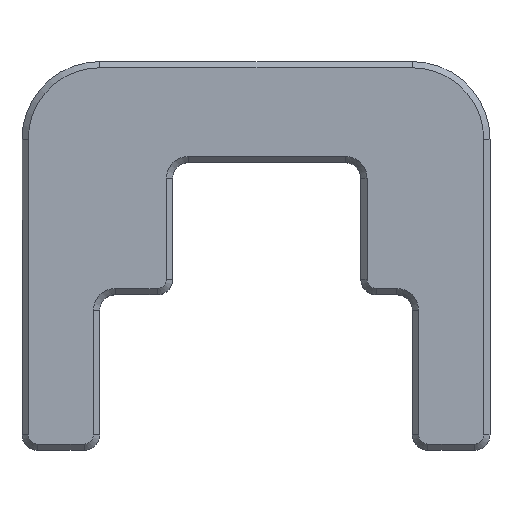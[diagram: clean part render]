
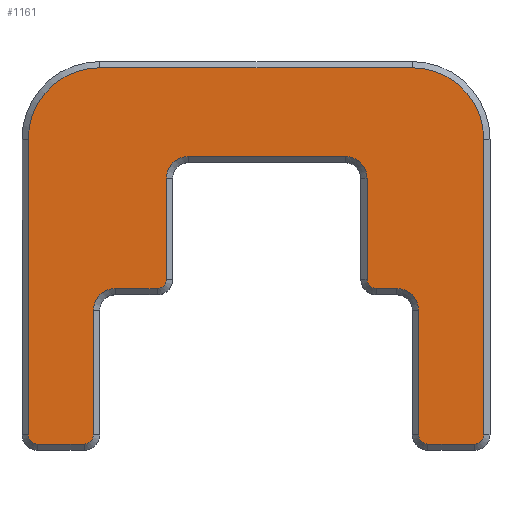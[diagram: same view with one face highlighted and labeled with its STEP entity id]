
A CAD part, top view. The second image highlights one B-rep face of the part: STEP entity #1161.
In plain terms, the highlighted planar face has unit normal (0, 0, 1).
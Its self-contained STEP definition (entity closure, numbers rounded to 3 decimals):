
#28=CIRCLE('',#1216,0.6);
#29=CIRCLE('',#1219,4.6);
#31=CIRCLE('',#1223,4.6);
#34=CIRCLE('',#1228,0.6);
#36=CIRCLE('',#1232,0.6);
#38=CIRCLE('',#1236,1.4);
#40=CIRCLE('',#1240,0.6);
#42=CIRCLE('',#1244,1.4);
#44=CIRCLE('',#1248,1.4);
#46=CIRCLE('',#1252,0.6);
#48=CIRCLE('',#1256,1.4);
#50=CIRCLE('',#1260,0.6);
#135=FACE_OUTER_BOUND('',#209,.T.);
#209=EDGE_LOOP('',(#895,#896,#897,#898,#899,#900,#901,#902,#903,#904,#905,
#906,#907,#908,#909,#910,#911,#912,#913,#914,#915,#916,#917,#918));
#248=LINE('',#1707,#368);
#253=LINE('',#1721,#373);
#257=LINE('',#1733,#377);
#261=LINE('',#1745,#381);
#265=LINE('',#1757,#385);
#269=LINE('',#1769,#389);
#273=LINE('',#1781,#393);
#277=LINE('',#1793,#397);
#281=LINE('',#1805,#401);
#285=LINE('',#1817,#405);
#289=LINE('',#1829,#409);
#293=LINE('',#1841,#413);
#368=VECTOR('',#1340,10.);
#373=VECTOR('',#1353,10.);
#377=VECTOR('',#1365,10.);
#381=VECTOR('',#1377,10.);
#385=VECTOR('',#1389,10.);
#389=VECTOR('',#1401,10.);
#393=VECTOR('',#1413,10.);
#397=VECTOR('',#1425,10.);
#401=VECTOR('',#1437,10.);
#405=VECTOR('',#1449,10.);
#409=VECTOR('',#1461,10.);
#413=VECTOR('',#1473,10.);
#488=VERTEX_POINT('',#1704);
#489=VERTEX_POINT('',#1706);
#492=VERTEX_POINT('',#1714);
#494=VERTEX_POINT('',#1719);
#496=VERTEX_POINT('',#1725);
#498=VERTEX_POINT('',#1731);
#500=VERTEX_POINT('',#1737);
#502=VERTEX_POINT('',#1743);
#504=VERTEX_POINT('',#1750);
#506=VERTEX_POINT('',#1755);
#508=VERTEX_POINT('',#1762);
#510=VERTEX_POINT('',#1767);
#512=VERTEX_POINT('',#1774);
#514=VERTEX_POINT('',#1779);
#516=VERTEX_POINT('',#1786);
#518=VERTEX_POINT('',#1791);
#520=VERTEX_POINT('',#1798);
#522=VERTEX_POINT('',#1803);
#524=VERTEX_POINT('',#1810);
#526=VERTEX_POINT('',#1815);
#528=VERTEX_POINT('',#1822);
#530=VERTEX_POINT('',#1827);
#532=VERTEX_POINT('',#1834);
#534=VERTEX_POINT('',#1839);
#584=EDGE_CURVE('',#488,#489,#248,.T.);
#589=EDGE_CURVE('',#492,#488,#28,.T.);
#591=EDGE_CURVE('',#494,#492,#253,.T.);
#594=EDGE_CURVE('',#496,#494,#29,.T.);
#597=EDGE_CURVE('',#498,#496,#257,.T.);
#600=EDGE_CURVE('',#500,#498,#31,.T.);
#603=EDGE_CURVE('',#502,#500,#261,.T.);
#607=EDGE_CURVE('',#504,#502,#34,.T.);
#609=EDGE_CURVE('',#506,#504,#265,.T.);
#613=EDGE_CURVE('',#508,#506,#36,.T.);
#615=EDGE_CURVE('',#510,#508,#269,.T.);
#619=EDGE_CURVE('',#512,#510,#38,.T.);
#621=EDGE_CURVE('',#514,#512,#273,.T.);
#625=EDGE_CURVE('',#516,#514,#40,.T.);
#627=EDGE_CURVE('',#518,#516,#277,.T.);
#631=EDGE_CURVE('',#520,#518,#42,.T.);
#633=EDGE_CURVE('',#522,#520,#281,.T.);
#637=EDGE_CURVE('',#524,#522,#44,.T.);
#639=EDGE_CURVE('',#526,#524,#285,.T.);
#643=EDGE_CURVE('',#528,#526,#46,.T.);
#645=EDGE_CURVE('',#530,#528,#289,.T.);
#649=EDGE_CURVE('',#532,#530,#48,.T.);
#651=EDGE_CURVE('',#534,#532,#293,.T.);
#654=EDGE_CURVE('',#489,#534,#50,.T.);
#895=ORIENTED_EDGE('',*,*,#584,.F.);
#896=ORIENTED_EDGE('',*,*,#589,.F.);
#897=ORIENTED_EDGE('',*,*,#591,.F.);
#898=ORIENTED_EDGE('',*,*,#594,.F.);
#899=ORIENTED_EDGE('',*,*,#597,.F.);
#900=ORIENTED_EDGE('',*,*,#600,.F.);
#901=ORIENTED_EDGE('',*,*,#603,.F.);
#902=ORIENTED_EDGE('',*,*,#607,.F.);
#903=ORIENTED_EDGE('',*,*,#609,.F.);
#904=ORIENTED_EDGE('',*,*,#613,.F.);
#905=ORIENTED_EDGE('',*,*,#615,.F.);
#906=ORIENTED_EDGE('',*,*,#619,.F.);
#907=ORIENTED_EDGE('',*,*,#621,.F.);
#908=ORIENTED_EDGE('',*,*,#625,.F.);
#909=ORIENTED_EDGE('',*,*,#627,.F.);
#910=ORIENTED_EDGE('',*,*,#631,.F.);
#911=ORIENTED_EDGE('',*,*,#633,.F.);
#912=ORIENTED_EDGE('',*,*,#637,.F.);
#913=ORIENTED_EDGE('',*,*,#639,.F.);
#914=ORIENTED_EDGE('',*,*,#643,.F.);
#915=ORIENTED_EDGE('',*,*,#645,.F.);
#916=ORIENTED_EDGE('',*,*,#649,.F.);
#917=ORIENTED_EDGE('',*,*,#651,.F.);
#918=ORIENTED_EDGE('',*,*,#654,.F.);
#1105=PLANE('',#1279);
#1161=ADVANCED_FACE('',(#135),#1105,.T.);
#1216=AXIS2_PLACEMENT_3D('',#1716,#1348,#1349);
#1219=AXIS2_PLACEMENT_3D('',#1727,#1358,#1359);
#1223=AXIS2_PLACEMENT_3D('',#1739,#1370,#1371);
#1228=AXIS2_PLACEMENT_3D('',#1752,#1384,#1385);
#1232=AXIS2_PLACEMENT_3D('',#1764,#1396,#1397);
#1236=AXIS2_PLACEMENT_3D('',#1776,#1408,#1409);
#1240=AXIS2_PLACEMENT_3D('',#1788,#1420,#1421);
#1244=AXIS2_PLACEMENT_3D('',#1800,#1432,#1433);
#1248=AXIS2_PLACEMENT_3D('',#1812,#1444,#1445);
#1252=AXIS2_PLACEMENT_3D('',#1824,#1456,#1457);
#1256=AXIS2_PLACEMENT_3D('',#1836,#1468,#1469);
#1260=AXIS2_PLACEMENT_3D('',#1845,#1479,#1480);
#1279=AXIS2_PLACEMENT_3D('',#1896,#1536,#1537);
#1340=DIRECTION('',(-1.,0.,0.));
#1348=DIRECTION('center_axis',(0.,0.,-1.));
#1349=DIRECTION('ref_axis',(0.707,-0.707,0.));
#1353=DIRECTION('',(0.,-1.,0.));
#1358=DIRECTION('center_axis',(0.,0.,-1.));
#1359=DIRECTION('ref_axis',(1.,0.,0.));
#1365=DIRECTION('',(1.,0.,0.));
#1370=DIRECTION('center_axis',(0.,0.,-1.));
#1371=DIRECTION('ref_axis',(0.,1.,0.));
#1377=DIRECTION('',(0.,1.,0.));
#1384=DIRECTION('center_axis',(0.,0.,-1.));
#1385=DIRECTION('ref_axis',(-0.707,-0.707,0.));
#1389=DIRECTION('',(-1.,0.,0.));
#1396=DIRECTION('center_axis',(0.,0.,-1.));
#1397=DIRECTION('ref_axis',(0.707,-0.707,0.));
#1401=DIRECTION('',(0.,-1.,0.));
#1408=DIRECTION('center_axis',(0.,0.,1.));
#1409=DIRECTION('ref_axis',(-0.707,0.707,0.));
#1413=DIRECTION('',(-1.,0.,0.));
#1420=DIRECTION('center_axis',(0.,0.,-1.));
#1421=DIRECTION('ref_axis',(0.707,-0.707,0.));
#1425=DIRECTION('',(0.,-1.,0.));
#1432=DIRECTION('center_axis',(0.,0.,1.));
#1433=DIRECTION('ref_axis',(-0.707,0.707,0.));
#1437=DIRECTION('',(-1.,0.,0.));
#1444=DIRECTION('center_axis',(0.,0.,1.));
#1445=DIRECTION('ref_axis',(0.707,0.707,0.));
#1449=DIRECTION('',(0.,1.,0.));
#1456=DIRECTION('center_axis',(0.,0.,-1.));
#1457=DIRECTION('ref_axis',(-0.707,-0.707,0.));
#1461=DIRECTION('',(-1.,0.,0.));
#1468=DIRECTION('center_axis',(0.,0.,1.));
#1469=DIRECTION('ref_axis',(0.707,0.707,0.));
#1473=DIRECTION('',(0.,1.,0.));
#1479=DIRECTION('center_axis',(0.,0.,-1.));
#1480=DIRECTION('ref_axis',(-0.707,-0.707,0.));
#1536=DIRECTION('center_axis',(0.,0.,1.));
#1537=DIRECTION('ref_axis',(1.,0.,0.));
#1704=CARTESIAN_POINT('',(13.357,-18.1,8.));
#1706=CARTESIAN_POINT('',(10.357,-18.1,8.));
#1707=CARTESIAN_POINT('',(4.332,-18.1,8.));
#1714=CARTESIAN_POINT('',(13.957,-17.5,8.));
#1716=CARTESIAN_POINT('Origin',(13.357,-17.5,8.));
#1719=CARTESIAN_POINT('',(13.957,1.5,8.));
#1721=CARTESIAN_POINT('',(13.957,-12.25,8.));
#1725=CARTESIAN_POINT('',(9.357,6.1,8.));
#1727=CARTESIAN_POINT('Origin',(9.357,1.5,8.));
#1731=CARTESIAN_POINT('',(-10.743,6.1,8.));
#1733=CARTESIAN_POINT('',(4.332,6.1,8.));
#1737=CARTESIAN_POINT('',(-15.343,1.5,8.));
#1739=CARTESIAN_POINT('Origin',(-10.743,1.5,8.));
#1743=CARTESIAN_POINT('',(-15.343,-17.5,8.));
#1745=CARTESIAN_POINT('',(-15.343,-2.25,8.));
#1750=CARTESIAN_POINT('',(-14.743,-18.1,8.));
#1752=CARTESIAN_POINT('Origin',(-14.743,-17.5,8.));
#1755=CARTESIAN_POINT('',(-11.743,-18.1,8.));
#1757=CARTESIAN_POINT('',(-8.218,-18.1,8.));
#1762=CARTESIAN_POINT('',(-11.143,-17.5,8.));
#1764=CARTESIAN_POINT('Origin',(-11.743,-17.5,8.));
#1767=CARTESIAN_POINT('',(-11.143,-9.5,8.));
#1769=CARTESIAN_POINT('',(-11.143,-12.25,8.));
#1774=CARTESIAN_POINT('',(-9.743,-8.1,8.));
#1776=CARTESIAN_POINT('Origin',(-9.743,-9.5,8.));
#1779=CARTESIAN_POINT('',(-7.05,-8.1,8.));
#1781=CARTESIAN_POINT('',(-5.718,-8.1,8.));
#1786=CARTESIAN_POINT('',(-6.45,-7.5,8.));
#1788=CARTESIAN_POINT('Origin',(-7.05,-7.5,8.));
#1791=CARTESIAN_POINT('',(-6.45,-1.,8.));
#1793=CARTESIAN_POINT('',(-6.45,-7.25,8.));
#1798=CARTESIAN_POINT('',(-5.05,0.4,8.));
#1800=CARTESIAN_POINT('Origin',(-5.05,-1.,8.));
#1803=CARTESIAN_POINT('',(5.05,0.4,8.));
#1805=CARTESIAN_POINT('',(-3.372,0.4,8.));
#1810=CARTESIAN_POINT('',(6.45,-1.,8.));
#1812=CARTESIAN_POINT('Origin',(5.05,-1.,8.));
#1815=CARTESIAN_POINT('',(6.45,-7.5,8.));
#1817=CARTESIAN_POINT('',(6.45,-3.,8.));
#1822=CARTESIAN_POINT('',(7.05,-8.1,8.));
#1824=CARTESIAN_POINT('Origin',(7.05,-7.5,8.));
#1827=CARTESIAN_POINT('',(8.357,-8.1,8.));
#1829=CARTESIAN_POINT('',(2.678,-8.1,8.));
#1834=CARTESIAN_POINT('',(9.757,-9.5,8.));
#1836=CARTESIAN_POINT('Origin',(8.357,-9.5,8.));
#1839=CARTESIAN_POINT('',(9.757,-17.5,8.));
#1841=CARTESIAN_POINT('',(9.757,-7.25,8.));
#1845=CARTESIAN_POINT('Origin',(10.357,-17.5,8.));
#1896=CARTESIAN_POINT('Origin',(-0.693,-6.,8.));
